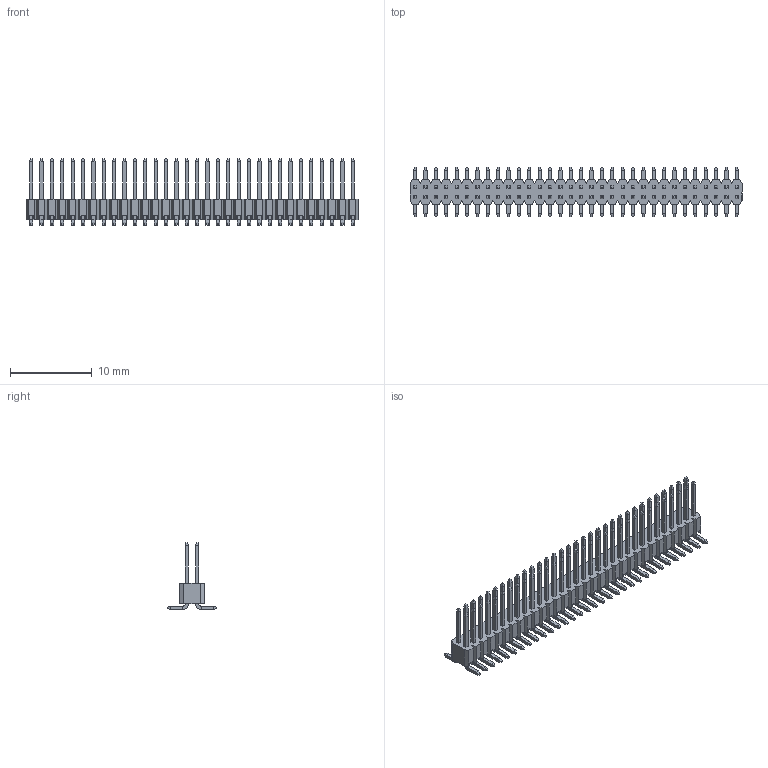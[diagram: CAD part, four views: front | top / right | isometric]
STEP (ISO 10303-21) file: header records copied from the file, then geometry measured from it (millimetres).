
FILE_DESCRIPTION (( 'STEP AP214' ), '1' );
FILE_NAME ('FPH12746-D64S1014150709M-REF.STEP', '2025-11-26T03:44:52', ( '' ), ( '' ), 'SwSTEP 2.0', 'SolidWorks 2021', '' );
FILE_SCHEMA (( 'AUTOMOTIVE_DESIGN' ));
Length unit declared in the file: millimetre
Products named in the file (1): FPH12746-D64S1014150709M-REF
Bounding box: 40.64 x 6 x 8.2 mm (x, y, z)
Volume: 342 mm3; surface area: 1405 mm2
Topology: 1 solids, 1 shells, 2116 faces, 4934 edges, 2948 vertices
Faces by surface type: plane 1988, cylinder 128
Entity records: 57916 total; most frequent: CARTESIAN_POINT 9999, ORIENTED_EDGE 9868, DIRECTION 9424, EDGE_CURVE 4934, LINE 4678, VECTOR 4678, VERTEX_POINT 2948, AXIS2_PLACEMENT_3D 2373
